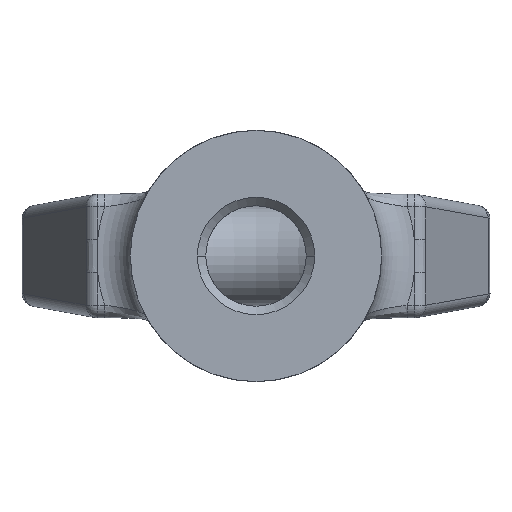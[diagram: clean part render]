
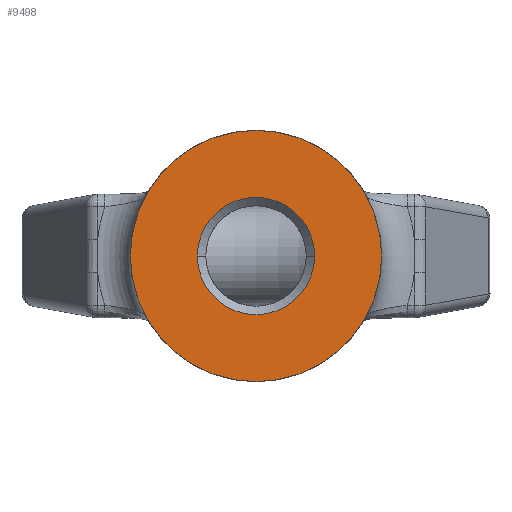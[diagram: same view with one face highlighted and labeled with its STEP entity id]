
A CAD part, front view. The second image highlights one B-rep face of the part: STEP entity #9498.
In plain terms, the highlighted planar face has unit normal (0, -1, 0).
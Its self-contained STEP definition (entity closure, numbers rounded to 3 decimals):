
#899=CARTESIAN_POINT('',(0.,-26.,0.));
#900=DIRECTION('',(0.,-1.,0.));
#901=DIRECTION('',(-1.,0.,0.));
#902=AXIS2_PLACEMENT_3D('',#899,#900,#901);
#904=CARTESIAN_POINT('',(0.,-26.,0.));
#905=DIRECTION('',(0.,1.,0.));
#906=DIRECTION('',(-1.,0.,0.));
#907=AXIS2_PLACEMENT_3D('',#904,#905,#906);
#909=CARTESIAN_POINT('',(0.,-26.,0.));
#910=DIRECTION('',(0.,-1.,0.));
#911=DIRECTION('',(-1.,0.,0.));
#912=AXIS2_PLACEMENT_3D('',#909,#910,#911);
#914=CARTESIAN_POINT('',(0.,-26.,0.));
#915=DIRECTION('',(0.,-1.,0.));
#916=DIRECTION('',(1.,0.,0.));
#917=AXIS2_PLACEMENT_3D('',#914,#915,#916);
#6094=CARTESIAN_POINT('',(-15.,-26.,0.));
#6095=CARTESIAN_POINT('',(15.,-26.,0.));
#6096=VERTEX_POINT('',#6094);
#6097=VERTEX_POINT('',#6095);
#6988=CARTESIAN_POINT('',(-7.,-26.,0.));
#6989=CARTESIAN_POINT('',(7.,-26.,0.));
#6990=VERTEX_POINT('',#6988);
#6991=VERTEX_POINT('',#6989);
#9483=CARTESIAN_POINT('',(0.,-26.,0.));
#9484=DIRECTION('',(0.,1.,0.));
#9485=DIRECTION('',(1.,0.,0.));
#9486=AXIS2_PLACEMENT_3D('',#9483,#9484,#9485);
#9487=PLANE('',#9486);
#9488=ORIENTED_EDGE('',*,*,#9140,.F.);
#9489=ORIENTED_EDGE('',*,*,#7945,.T.);
#9490=EDGE_LOOP('',(#9488,#9489));
#9491=FACE_OUTER_BOUND('',#9490,.F.);
#9493=ORIENTED_EDGE('',*,*,#9492,.T.);
#9495=ORIENTED_EDGE('',*,*,#9494,.T.);
#9496=EDGE_LOOP('',(#9493,#9495));
#9497=FACE_BOUND('',#9496,.F.);
#9498=ADVANCED_FACE('',(#9491,#9497),#9487,.F.);
#903=CIRCLE('',#902,15.);
#908=CIRCLE('',#907,15.);
#913=CIRCLE('',#912,7.);
#918=CIRCLE('',#917,7.);
#7945=EDGE_CURVE('',#6096,#6097,#908,.T.);
#9140=EDGE_CURVE('',#6096,#6097,#903,.T.);
#9492=EDGE_CURVE('',#6990,#6991,#913,.T.);
#9494=EDGE_CURVE('',#6991,#6990,#918,.T.);
